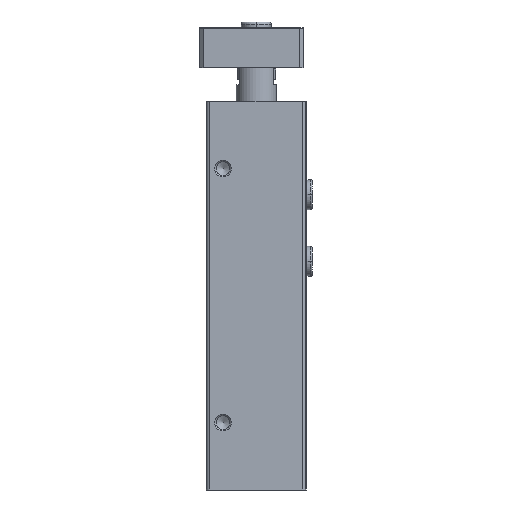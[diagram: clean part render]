
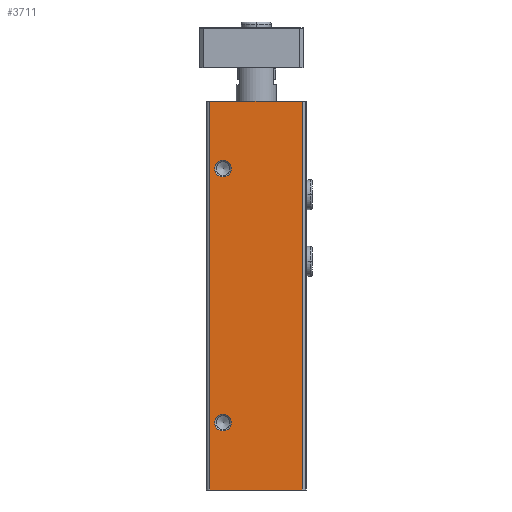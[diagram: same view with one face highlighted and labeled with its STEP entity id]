
A CAD part, left-side view. The second image highlights one B-rep face of the part: STEP entity #3711.
In plain terms, the highlighted planar face has unit normal (-1, 0, 0).
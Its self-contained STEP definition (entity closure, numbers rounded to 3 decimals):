
#237=LINE('',#5683,#493);
#238=LINE('',#5686,#494);
#239=LINE('',#5688,#495);
#240=LINE('',#5690,#496);
#493=VECTOR('',#4495,1000.);
#494=VECTOR('',#4496,1000.);
#495=VECTOR('',#4497,1000.);
#496=VECTOR('',#4498,1000.);
#749=ORIENTED_EDGE('',*,*,#1745,.T.);
#750=ORIENTED_EDGE('',*,*,#1746,.T.);
#751=ORIENTED_EDGE('',*,*,#1747,.F.);
#752=ORIENTED_EDGE('',*,*,#1748,.F.);
#753=ORIENTED_EDGE('',*,*,#1749,.T.);
#754=ORIENTED_EDGE('',*,*,#1750,.T.);
#1745=EDGE_CURVE('',#2243,#2243,#2622,.T.);
#1746=EDGE_CURVE('',#2244,#2244,#2623,.T.);
#1747=EDGE_CURVE('',#2245,#2246,#237,.T.);
#1748=EDGE_CURVE('',#2247,#2245,#238,.T.);
#1749=EDGE_CURVE('',#2247,#2248,#239,.T.);
#1750=EDGE_CURVE('',#2248,#2246,#240,.T.);
#2243=VERTEX_POINT('',#5680);
#2244=VERTEX_POINT('',#5682);
#2245=VERTEX_POINT('',#5684);
#2246=VERTEX_POINT('',#5685);
#2247=VERTEX_POINT('',#5687);
#2248=VERTEX_POINT('',#5689);
#2622=CIRCLE('',#4022,2.5);
#2623=CIRCLE('',#4023,2.5);
#2830=EDGE_LOOP('',(#749));
#2831=EDGE_LOOP('',(#750));
#2832=EDGE_LOOP('',(#751,#752,#753,#754));
#3206=FACE_BOUND('',#2830,.T.);
#3207=FACE_BOUND('',#2831,.T.);
#3208=FACE_BOUND('',#2832,.T.);
#3593=PLANE('',#4021);
#3711=ADVANCED_FACE('',(#3206,#3207,#3208),#3593,.T.);
#4021=AXIS2_PLACEMENT_3D('',#5678,#4489,#4490);
#4022=AXIS2_PLACEMENT_3D('',#5679,#4491,#4492);
#4023=AXIS2_PLACEMENT_3D('',#5681,#4493,#4494);
#4489=DIRECTION('',(-1.,0.,0.));
#4490=DIRECTION('',(0.,0.,1.));
#4491=DIRECTION('',(1.,0.,0.));
#4492=DIRECTION('',(0.,0.,-1.));
#4493=DIRECTION('',(1.,0.,0.));
#4494=DIRECTION('',(0.,0.,-1.));
#4495=DIRECTION('',(0.,-1.,0.));
#4496=DIRECTION('',(0.,0.,1.));
#4497=DIRECTION('',(0.,-1.,0.));
#4498=DIRECTION('',(0.,0.,1.));
#5678=CARTESIAN_POINT('',(-40.,14.,-116.6));
#5679=CARTESIAN_POINT('',(-40.,10.,-96.4));
#5680=CARTESIAN_POINT('',(-40.,10.,-98.9));
#5681=CARTESIAN_POINT('',(-40.,10.,-20.2));
#5682=CARTESIAN_POINT('',(-40.,10.,-22.7));
#5683=CARTESIAN_POINT('',(-40.,14.,0.));
#5684=CARTESIAN_POINT('',(-40.,14.,0.));
#5685=CARTESIAN_POINT('',(-40.,-13.8,0.));
#5686=CARTESIAN_POINT('',(-40.,14.,-116.6));
#5687=CARTESIAN_POINT('',(-40.,14.,-116.6));
#5688=CARTESIAN_POINT('',(-40.,14.,-116.6));
#5689=CARTESIAN_POINT('',(-40.,-13.8,-116.6));
#5690=CARTESIAN_POINT('',(-40.,-13.8,-116.6));
